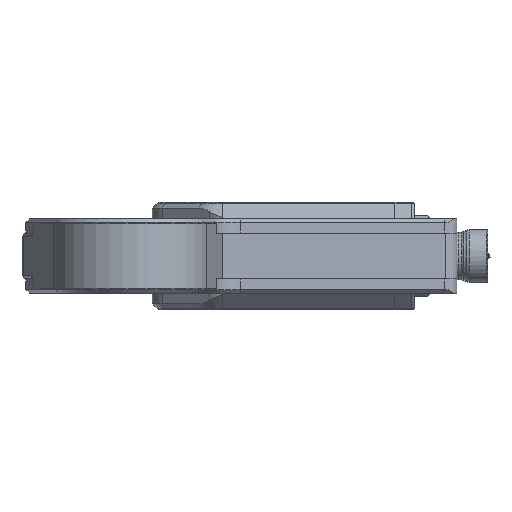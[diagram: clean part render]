
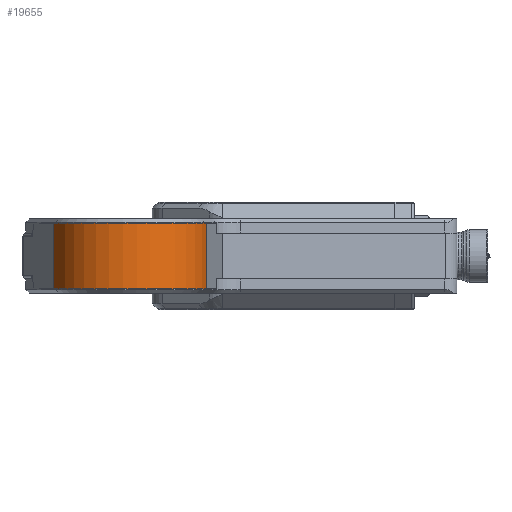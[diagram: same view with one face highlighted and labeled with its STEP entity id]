
A CAD part, front view. The second image highlights one B-rep face of the part: STEP entity #19655.
In plain terms, the highlighted cylindrical face has radius 33.78 mm (diameter 67.56 mm), a partial arc.
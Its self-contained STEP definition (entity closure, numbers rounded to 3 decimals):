
#1145 = DIRECTION ( 'NONE',  ( -1., 0., 0. ) ) ;
#1171 = CARTESIAN_POINT ( 'NONE',  ( -13.906, 0., 0. ) ) ;
#1210 = VERTEX_POINT ( 'NONE', #44729 ) ;
#2022 = CIRCLE ( 'NONE', #29256, 33.78 ) ;
#4782 = EDGE_CURVE ( 'NONE', #9620, #1210, #27512, .T. ) ;
#5737 = DIRECTION ( 'NONE',  ( 0., 0., -1. ) ) ;
#7628 = AXIS2_PLACEMENT_3D ( 'NONE', #22570, #1145, #26505 ) ;
#7867 = DIRECTION ( 'NONE',  ( 0., 0., -1. ) ) ;
#7933 = ORIENTED_EDGE ( 'NONE', *, *, #26975, .T. ) ;
#8753 = CARTESIAN_POINT ( 'NONE',  ( -92.179, 0., 0. ) ) ;
#9620 = VERTEX_POINT ( 'NONE', #22068 ) ;
#10739 = EDGE_LOOP ( 'NONE', ( #38271, #16973, #22578, #7933 ) ) ;
#11426 = VECTOR ( 'NONE', #38086, 1000. ) ;
#16973 = ORIENTED_EDGE ( 'NONE', *, *, #35753, .F. ) ;
#18782 = DIRECTION ( 'NONE',  ( -1., 0., 0. ) ) ;
#19372 = AXIS2_PLACEMENT_3D ( 'NONE', #8753, #44702, #5737 ) ;
#19655 = ADVANCED_FACE ( 'NONE', ( #29714 ), #37296, .T. ) ;
#22068 = CARTESIAN_POINT ( 'NONE',  ( 13.906, -8.733, -32.631 ) ) ;
#22150 = DIRECTION ( 'NONE',  ( 1., 0., 0. ) ) ;
#22570 = CARTESIAN_POINT ( 'NONE',  ( 13.906, 0., 0. ) ) ;
#22578 = ORIENTED_EDGE ( 'NONE', *, *, #4782, .T. ) ;
#24077 = EDGE_CURVE ( 'NONE', #36597, #25982, #2022, .T. ) ;
#25982 = VERTEX_POINT ( 'NONE', #28940 ) ;
#26505 = DIRECTION ( 'NONE',  ( 0., 0., -1. ) ) ;
#26975 = EDGE_CURVE ( 'NONE', #1210, #36597, #33091, .T. ) ;
#27512 = CIRCLE ( 'NONE', #7628, 33.78 ) ;
#28940 = CARTESIAN_POINT ( 'NONE',  ( -13.906, -8.733, -32.631 ) ) ;
#29256 = AXIS2_PLACEMENT_3D ( 'NONE', #1171, #22150, #7867 ) ;
#29445 = CARTESIAN_POINT ( 'NONE',  ( -13.906, -8.568, 32.675 ) ) ;
#29714 = FACE_OUTER_BOUND ( 'NONE', #10739, .T. ) ;
#30972 = CARTESIAN_POINT ( 'NONE',  ( 25.908, -8.733, -32.631 ) ) ;
#33091 = LINE ( 'NONE', #40460, #41884 ) ;
#35753 = EDGE_CURVE ( 'NONE', #9620, #25982, #37647, .T. ) ;
#36597 = VERTEX_POINT ( 'NONE', #29445 ) ;
#37296 = CYLINDRICAL_SURFACE ( 'NONE', #19372, 33.78 ) ;
#37647 = LINE ( 'NONE', #30972, #11426 ) ;
#38086 = DIRECTION ( 'NONE',  ( -1., 0., 0. ) ) ;
#38271 = ORIENTED_EDGE ( 'NONE', *, *, #24077, .T. ) ;
#40460 = CARTESIAN_POINT ( 'NONE',  ( 25.908, -8.568, 32.675 ) ) ;
#41884 = VECTOR ( 'NONE', #18782, 1000. ) ;
#44702 = DIRECTION ( 'NONE',  ( 1., 0., 0. ) ) ;
#44729 = CARTESIAN_POINT ( 'NONE',  ( 13.906, -8.568, 32.675 ) ) ;
